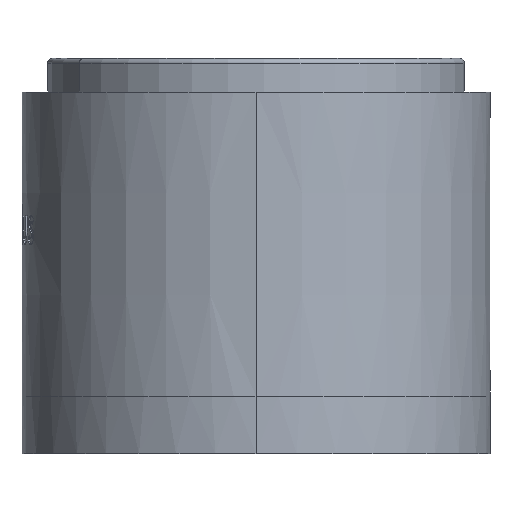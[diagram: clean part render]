
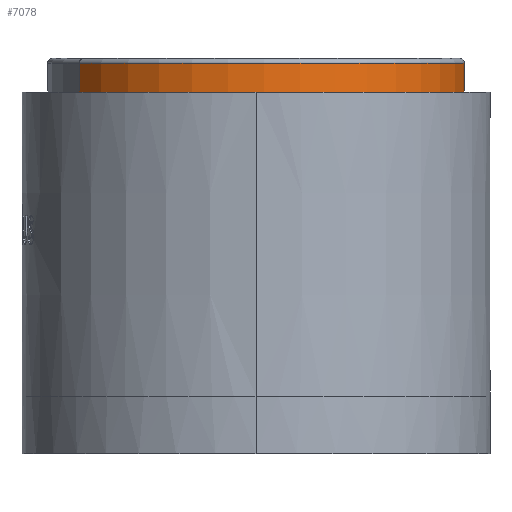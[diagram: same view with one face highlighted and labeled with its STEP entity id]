
A CAD part, left-side view. The second image highlights one B-rep face of the part: STEP entity #7078.
In plain terms, the highlighted cylindrical face has radius 435 mm (diameter 870 mm), a partial arc.
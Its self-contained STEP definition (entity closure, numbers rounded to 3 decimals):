
#157 = CARTESIAN_POINT ( 'NONE',  ( -231.649, 368.19, 634. ) ) ;
#378 = AXIS2_PLACEMENT_3D ( 'NONE', #15754, #8938, #19543 ) ;
#658 = LINE ( 'NONE', #12724, #13944 ) ;
#926 = ORIENTED_EDGE ( 'NONE', *, *, #21685, .F. ) ;
#1632 = EDGE_CURVE ( 'NONE', #14800, #5197, #14334, .T. ) ;
#2579 = CARTESIAN_POINT ( 'NONE',  ( 0., 0., 694. ) ) ;
#2687 = DIRECTION ( 'NONE',  ( 0., 0., -1. ) ) ;
#2709 = ORIENTED_EDGE ( 'NONE', *, *, #3507, .F. ) ;
#3347 = EDGE_CURVE ( 'NONE', #5197, #20548, #658, .T. ) ;
#3380 = CARTESIAN_POINT ( 'NONE',  ( 231.649, -368.19, 634. ) ) ;
#3507 = EDGE_CURVE ( 'NONE', #20738, #20548, #6421, .T. ) ;
#3906 = DIRECTION ( 'NONE',  ( 0., 0., -1. ) ) ;
#4281 = VECTOR ( 'NONE', #18555, 1000. ) ;
#4827 = CARTESIAN_POINT ( 'NONE',  ( -231.649, 368.19, 694. ) ) ;
#5197 = VERTEX_POINT ( 'NONE', #4827 ) ;
#6012 = ORIENTED_EDGE ( 'NONE', *, *, #1632, .T. ) ;
#6421 = CIRCLE ( 'NONE', #378, 435. ) ;
#7078 = ADVANCED_FACE ( 'NONE', ( #16546 ), #11189, .T. ) ;
#8938 = DIRECTION ( 'NONE',  ( 0., 0., -1. ) ) ;
#9515 = DIRECTION ( 'NONE',  ( -0.533, 0.846, 0. ) ) ;
#11189 = CYLINDRICAL_SURFACE ( 'NONE', #12982, 435. ) ;
#12724 = CARTESIAN_POINT ( 'NONE',  ( -231.649, 368.19, 634. ) ) ;
#12982 = AXIS2_PLACEMENT_3D ( 'NONE', #21689, #2687, #9515 ) ;
#13091 = DIRECTION ( 'NONE',  ( 0., 0., -1. ) ) ;
#13648 = CARTESIAN_POINT ( 'NONE',  ( 231.649, -368.19, 634. ) ) ;
#13944 = VECTOR ( 'NONE', #3906, 1000. ) ;
#14334 = CIRCLE ( 'NONE', #15015, 435. ) ;
#14800 = VERTEX_POINT ( 'NONE', #21782 ) ;
#15015 = AXIS2_PLACEMENT_3D ( 'NONE', #2579, #13091, #21369 ) ;
#15754 = CARTESIAN_POINT ( 'NONE',  ( 0., 0., 634. ) ) ;
#16546 = FACE_OUTER_BOUND ( 'NONE', #19382, .T. ) ;
#18360 = ORIENTED_EDGE ( 'NONE', *, *, #3347, .T. ) ;
#18555 = DIRECTION ( 'NONE',  ( 0., 0., -1. ) ) ;
#19382 = EDGE_LOOP ( 'NONE', ( #926, #6012, #18360, #2709 ) ) ;
#19543 = DIRECTION ( 'NONE',  ( -0.533, 0.846, 0. ) ) ;
#20465 = LINE ( 'NONE', #13648, #4281 ) ;
#20548 = VERTEX_POINT ( 'NONE', #157 ) ;
#20738 = VERTEX_POINT ( 'NONE', #3380 ) ;
#21369 = DIRECTION ( 'NONE',  ( -0.533, 0.846, 0. ) ) ;
#21685 = EDGE_CURVE ( 'NONE', #14800, #20738, #20465, .T. ) ;
#21689 = CARTESIAN_POINT ( 'NONE',  ( 0., 0., 634. ) ) ;
#21782 = CARTESIAN_POINT ( 'NONE',  ( 231.649, -368.19, 694. ) ) ;
